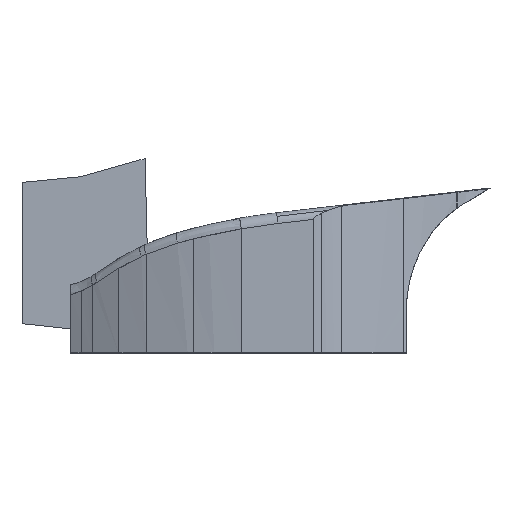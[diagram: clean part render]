
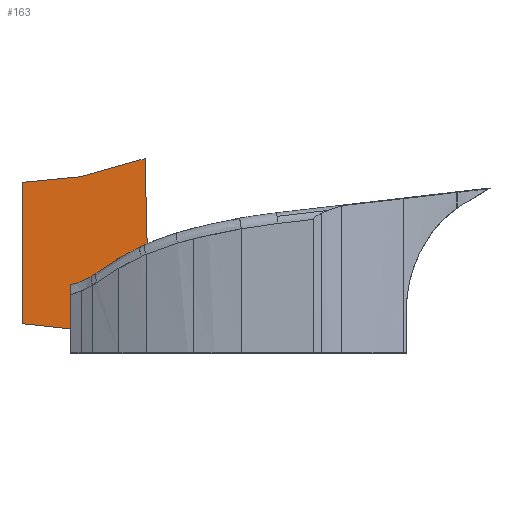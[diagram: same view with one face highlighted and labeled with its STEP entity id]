
A CAD part, front view. The second image highlights one B-rep face of the part: STEP entity #163.
In plain terms, the highlighted planar face has unit normal (0, -1, 0).
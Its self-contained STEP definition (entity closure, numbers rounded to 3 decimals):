
#70=CARTESIAN_POINT('Vertex',(-70.218,-160.,593.645)) ;
#75=CARTESIAN_POINT('Line Origine',(-64.157,-160.,345.086)) ;
#79=CARTESIAN_POINT('Vertex',(-58.096,-160.,96.527)) ;
#110=CARTESIAN_POINT('Vertex',(-250.174,-160.,543.299)) ;
#115=CARTESIAN_POINT('Line Origine',(-160.196,-160.,568.472)) ;
#132=CARTESIAN_POINT('Axis2P3D Location',(0.,-160.,0.)) ;
#137=CARTESIAN_POINT('Line Origine',(-330.958,-160.,535.45)) ;
#141=CARTESIAN_POINT('Vertex',(-411.742,-160.,527.6)) ;
#144=CARTESIAN_POINT('Line Origine',(-411.742,-160.,331.518)) ;
#148=CARTESIAN_POINT('Vertex',(-411.742,-160.,135.435)) ;
#151=CARTESIAN_POINT('Line Origine',(-234.919,-160.,115.981)) ;
#76=DIRECTION('Vector Direction',(-0.024,0.,1.)) ;
#116=DIRECTION('Vector Direction',(-0.963,0.,-0.269)) ;
#133=DIRECTION('Axis2P3D Direction',(0.,1.,0.)) ;
#134=DIRECTION('Axis2P3D XDirection',(-1.,0.,0.)) ;
#138=DIRECTION('Vector Direction',(-0.995,0.,-0.097)) ;
#145=DIRECTION('Vector Direction',(0.,0.,-1.)) ;
#152=DIRECTION('Vector Direction',(0.994,0.,-0.109)) ;
#135=AXIS2_PLACEMENT_3D('Plane Axis2P3D',#132,#133,#134) ;
#157=ORIENTED_EDGE('',*,*,#119,.F.) ;
#158=ORIENTED_EDGE('',*,*,#143,.F.) ;
#159=ORIENTED_EDGE('',*,*,#150,.F.) ;
#160=ORIENTED_EDGE('',*,*,#155,.F.) ;
#161=ORIENTED_EDGE('',*,*,#81,.F.) ;
#77=VECTOR('Line Direction',#76,1.) ;
#117=VECTOR('Line Direction',#116,1.) ;
#139=VECTOR('Line Direction',#138,1.) ;
#146=VECTOR('Line Direction',#145,1.) ;
#153=VECTOR('Line Direction',#152,1.) ;
#163=ADVANCED_FACE('',(#162),#136,.F.) ;
#81=EDGE_CURVE('',#71,#80,#78,.F.) ;
#119=EDGE_CURVE('',#111,#71,#118,.F.) ;
#143=EDGE_CURVE('',#142,#111,#140,.F.) ;
#150=EDGE_CURVE('',#149,#142,#147,.F.) ;
#155=EDGE_CURVE('',#80,#149,#154,.F.) ;
#156=EDGE_LOOP('',(#157,#158,#159,#160,#161)) ;
#162=FACE_OUTER_BOUND('',#156,.T.) ;
#78=LINE('Line',#75,#77) ;
#118=LINE('Line',#115,#117) ;
#140=LINE('Line',#137,#139) ;
#147=LINE('Line',#144,#146) ;
#154=LINE('Line',#151,#153) ;
#136=PLANE('Plane',#135) ;
#71=VERTEX_POINT('',#70) ;
#80=VERTEX_POINT('',#79) ;
#111=VERTEX_POINT('',#110) ;
#142=VERTEX_POINT('',#141) ;
#149=VERTEX_POINT('',#148) ;
